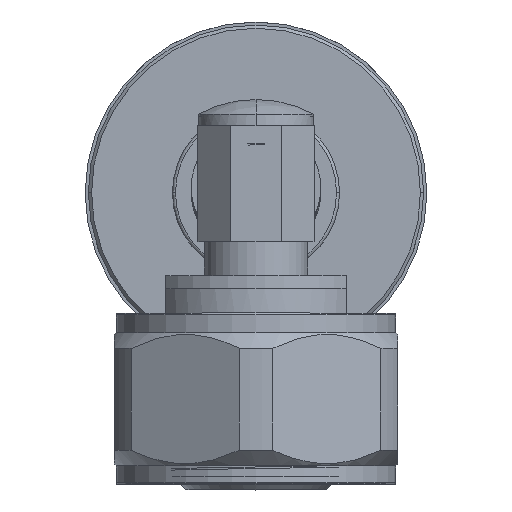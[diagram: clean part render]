
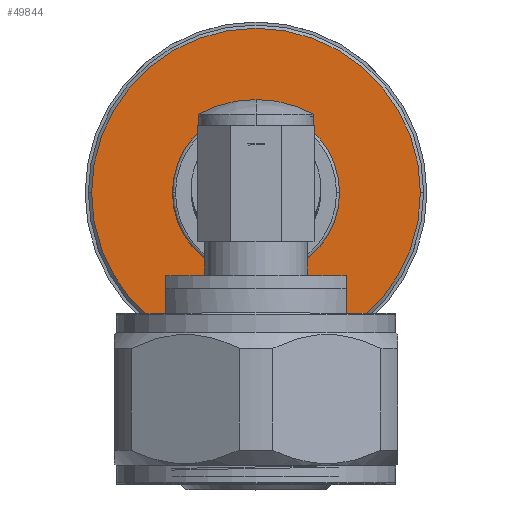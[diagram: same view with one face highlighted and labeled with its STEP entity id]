
A CAD part, top view. The second image highlights one B-rep face of the part: STEP entity #49844.
In plain terms, the highlighted face is planar.
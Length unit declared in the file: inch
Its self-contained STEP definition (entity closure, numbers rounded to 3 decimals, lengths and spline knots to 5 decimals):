
#1514 = DIRECTION ( 'NONE',  ( 1., 0., 0. ) ) ;
#1549 = CARTESIAN_POINT ( 'NONE',  ( 1.02551, 0., -0.25515 ) ) ;
#2408 = CIRCLE ( 'NONE', #57665, 0.5021 ) ;
#5225 = DIRECTION ( 'NONE',  ( 1., 0., 0. ) ) ;
#6383 = ORIENTED_EDGE ( 'NONE', *, *, #105482, .T. ) ;
#9624 = AXIS2_PLACEMENT_3D ( 'NONE', #80427, #72245, #87906 ) ;
#12393 = CIRCLE ( 'NONE', #83422, 0.25515 ) ;
#15390 = ORIENTED_EDGE ( 'NONE', *, *, #78066, .F. ) ;
#20814 = DIRECTION ( 'NONE',  ( 1., 0., 0. ) ) ;
#26579 = VERTEX_POINT ( 'NONE', #93502 ) ;
#27500 = AXIS2_PLACEMENT_3D ( 'NONE', #72346, #29949, #64156 ) ;
#28581 = FACE_BOUND ( 'NONE', #84697, .T. ) ;
#29949 = DIRECTION ( 'NONE',  ( 1., 0., 0. ) ) ;
#35676 = DIRECTION ( 'NONE',  ( 0., 0., -1. ) ) ;
#49844 = ADVANCED_FACE ( 'NONE', ( #65916, #28581 ), #98575, .T. ) ;
#52402 = CARTESIAN_POINT ( 'NONE',  ( 1.02551, 0., 0. ) ) ;
#56848 = AXIS2_PLACEMENT_3D ( 'NONE', #107092, #5225, #107456 ) ;
#57665 = AXIS2_PLACEMENT_3D ( 'NONE', #52402, #1514, #35676 ) ;
#58154 = CIRCLE ( 'NONE', #9624, 0.5021 ) ;
#59493 = EDGE_CURVE ( 'NONE', #95221, #87934, #12393, .T. ) ;
#64156 = DIRECTION ( 'NONE',  ( 0., 0., -1. ) ) ;
#65916 = FACE_OUTER_BOUND ( 'NONE', #83766, .T. ) ;
#68953 = CARTESIAN_POINT ( 'NONE',  ( 1.02551, 0., 0.5021 ) ) ;
#71031 = DIRECTION ( 'NONE',  ( 0., 0., -1. ) ) ;
#72245 = DIRECTION ( 'NONE',  ( 1., 0., 0. ) ) ;
#72346 = CARTESIAN_POINT ( 'NONE',  ( 1.02551, 0., 0. ) ) ;
#78066 = EDGE_CURVE ( 'NONE', #87934, #95221, #80974, .T. ) ;
#79154 = VERTEX_POINT ( 'NONE', #68953 ) ;
#80427 = CARTESIAN_POINT ( 'NONE',  ( 1.02551, 0., 0. ) ) ;
#80974 = CIRCLE ( 'NONE', #27500, 0.25515 ) ;
#83422 = AXIS2_PLACEMENT_3D ( 'NONE', #105600, #20814, #71031 ) ;
#83766 = EDGE_LOOP ( 'NONE', ( #6383, #99273 ) ) ;
#84697 = EDGE_LOOP ( 'NONE', ( #105446, #15390 ) ) ;
#87906 = DIRECTION ( 'NONE',  ( 0., 0., -1. ) ) ;
#87934 = VERTEX_POINT ( 'NONE', #90633 ) ;
#88229 = EDGE_CURVE ( 'NONE', #26579, #79154, #2408, .T. ) ;
#90633 = CARTESIAN_POINT ( 'NONE',  ( 1.02551, 0., 0.25515 ) ) ;
#93502 = CARTESIAN_POINT ( 'NONE',  ( 1.02551, 0., -0.5021 ) ) ;
#95221 = VERTEX_POINT ( 'NONE', #1549 ) ;
#98575 = PLANE ( 'NONE',  #56848 ) ;
#99273 = ORIENTED_EDGE ( 'NONE', *, *, #88229, .T. ) ;
#105446 = ORIENTED_EDGE ( 'NONE', *, *, #59493, .F. ) ;
#105482 = EDGE_CURVE ( 'NONE', #79154, #26579, #58154, .T. ) ;
#105600 = CARTESIAN_POINT ( 'NONE',  ( 1.02551, 0., 0. ) ) ;
#107092 = CARTESIAN_POINT ( 'NONE',  ( 1.02551, 0.5021, 0. ) ) ;
#107456 = DIRECTION ( 'NONE',  ( 0., 0., -1. ) ) ;
